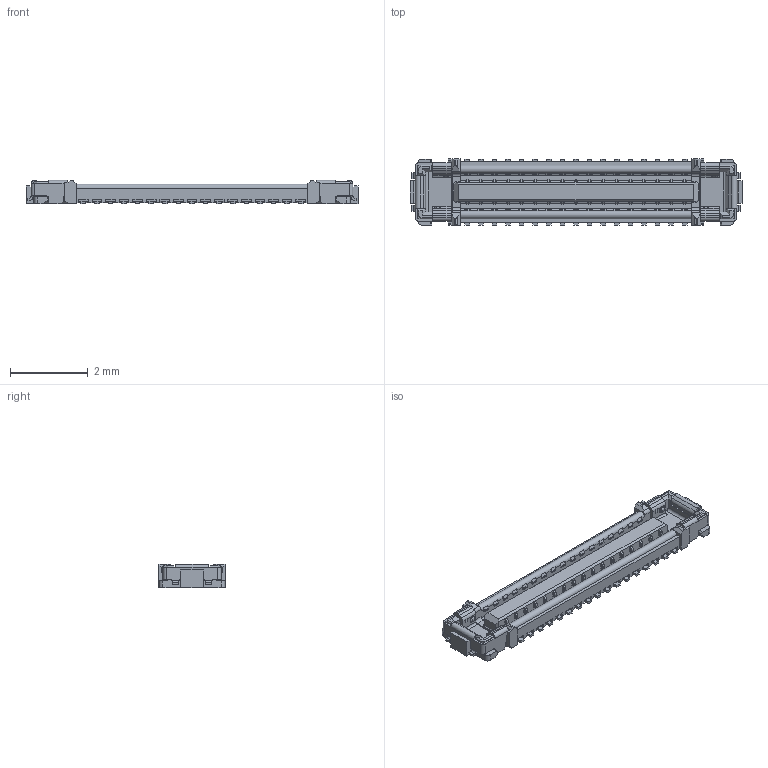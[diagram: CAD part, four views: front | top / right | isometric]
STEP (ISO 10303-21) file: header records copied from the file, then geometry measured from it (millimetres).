
FILE_DESCRIPTION(('Creo Elements/Direct Modeling STEP Export'),'2;1');
FILE_NAME('BM28-34DS.stp','2016-12-02T10:22:11',(''),(''),'Creo Elements/Direct Modeling STEP processor for AP214 (Solid Model)','Creo Elements/Direct Modeling 18.1E 22-Nov-2013 (C) Parametric Technology GmbH','');
FILE_SCHEMA(('AUTOMOTIVE_DESIGN { 1 0 10303 214 1 1 1 1 }'));
Length unit declared in the file: millimetre
Products named in the file (2): BM28B0p6-34DS
Assembly tree (1 placements, depth 2):
  BM28B0p6-34DS
    BM28B0p6-34DS
Bounding box: 8.55 x 1.7 x 0.6 mm (x, y, z)
Volume: 4.6 mm3; surface area: 55 mm2
Topology: 1 solids, 1 shells, 1586 faces, 4484 edges, 2888 vertices
Faces by surface type: plane 1276, cylinder 234, cone 76
Entity records: 50443 total; most frequent: CARTESIAN_POINT 9203, ORIENTED_EDGE 9040, DIRECTION 7989, EDGE_CURVE 4520, VECTOR 3673, LINE 3673, VERTEX_POINT 2956, AXIS2_PLACEMENT_3D 2158
